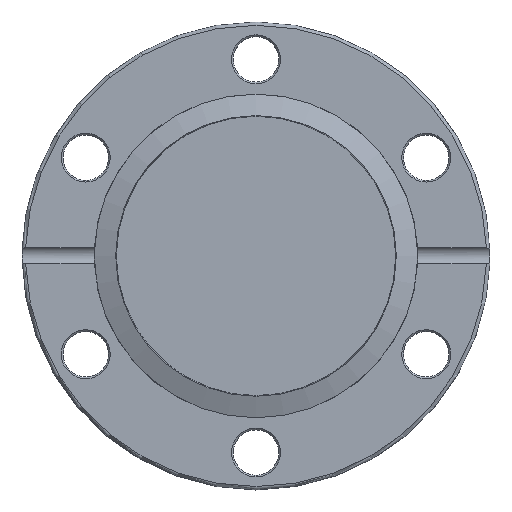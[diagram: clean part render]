
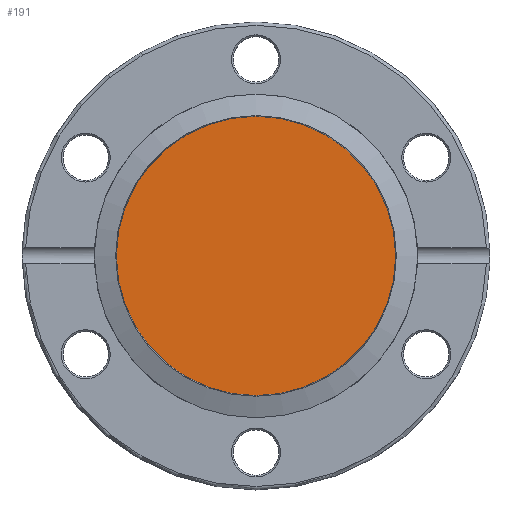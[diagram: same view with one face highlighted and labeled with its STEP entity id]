
A CAD part, top view. The second image highlights one B-rep face of the part: STEP entity #191.
In plain terms, the highlighted planar face has unit normal (0, 0, 1).
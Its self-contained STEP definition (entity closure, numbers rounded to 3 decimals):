
#19 = PLANE ( 'NONE',  #783 ) ;
#78 = VERTEX_POINT ( 'NONE', #339 ) ;
#99 = DIRECTION ( 'NONE',  ( 0., 0., 1. ) ) ;
#177 = DIRECTION ( 'NONE',  ( 1., 0., 0. ) ) ;
#191 = ADVANCED_FACE ( 'NONE', ( #429 ), #19, .F. ) ;
#303 = DIRECTION ( 'NONE',  ( 0., 0., -1. ) ) ;
#339 = CARTESIAN_POINT ( 'NONE',  ( 20.853, 0., 5.15 ) ) ;
#368 = CIRCLE ( 'NONE', #839, 20.853 ) ;
#379 = CARTESIAN_POINT ( 'NONE',  ( 0., 0., 5.15 ) ) ;
#429 = FACE_OUTER_BOUND ( 'NONE', #536, .T. ) ;
#501 = DIRECTION ( 'NONE',  ( -1., 0., 0. ) ) ;
#536 = EDGE_LOOP ( 'NONE', ( #544 ) ) ;
#544 = ORIENTED_EDGE ( 'NONE', *, *, #704, .T. ) ;
#700 = CARTESIAN_POINT ( 'NONE',  ( 0., 20.853, 5.15 ) ) ;
#704 = EDGE_CURVE ( 'NONE', #78, #78, #368, .T. ) ;
#783 = AXIS2_PLACEMENT_3D ( 'NONE', #700, #303, #501 ) ;
#839 = AXIS2_PLACEMENT_3D ( 'NONE', #379, #99, #177 ) ;
